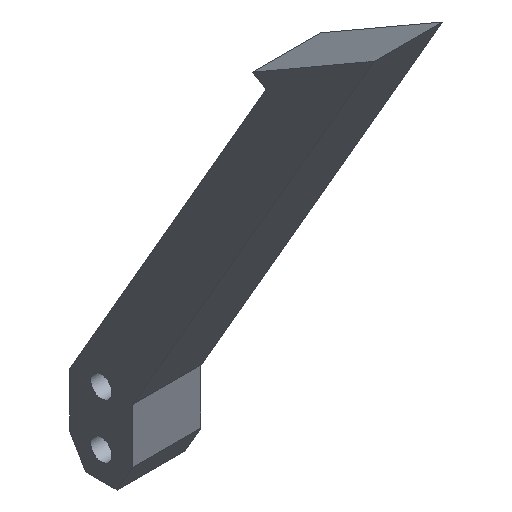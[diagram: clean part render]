
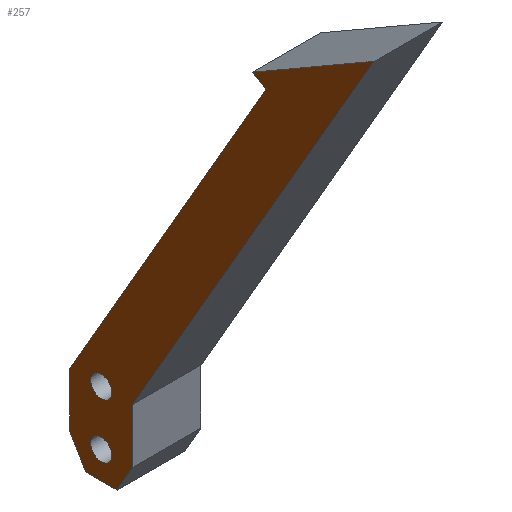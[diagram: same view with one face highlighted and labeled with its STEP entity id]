
A CAD part, isometric view. The second image highlights one B-rep face of the part: STEP entity #257.
In plain terms, the highlighted planar face has unit normal (-1, 0, 0).
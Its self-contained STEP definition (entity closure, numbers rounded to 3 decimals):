
#17=FACE_BOUND('',#58,.T.);
#18=FACE_BOUND('',#59,.T.);
#29=PLANE('',#294);
#42=FACE_OUTER_BOUND('',#57,.T.);
#57=EDGE_LOOP('',(#232,#233,#234,#235,#236,#237,#238,#239,#240));
#58=EDGE_LOOP('',(#241));
#59=EDGE_LOOP('',(#242));
#62=LINE('',#376,#91);
#66=LINE('',#384,#95);
#69=LINE('',#390,#98);
#72=LINE('',#396,#101);
#75=LINE('',#402,#104);
#78=LINE('',#408,#107);
#81=LINE('',#414,#110);
#84=LINE('',#420,#113);
#87=LINE('',#425,#116);
#91=VECTOR('',#313,10.);
#95=VECTOR('',#319,10.);
#98=VECTOR('',#324,10.);
#101=VECTOR('',#329,10.);
#104=VECTOR('',#334,10.);
#107=VECTOR('',#339,10.);
#110=VECTOR('',#344,10.);
#113=VECTOR('',#349,10.);
#116=VECTOR('',#354,10.);
#119=CIRCLE('',#280,1.55);
#121=CIRCLE('',#283,1.55);
#123=VERTEX_POINT('',#364);
#125=VERTEX_POINT('',#370);
#126=VERTEX_POINT('',#374);
#127=VERTEX_POINT('',#375);
#130=VERTEX_POINT('',#383);
#132=VERTEX_POINT('',#389);
#134=VERTEX_POINT('',#395);
#136=VERTEX_POINT('',#401);
#138=VERTEX_POINT('',#407);
#140=VERTEX_POINT('',#413);
#142=VERTEX_POINT('',#419);
#146=EDGE_CURVE('',#123,#123,#119,.T.);
#149=EDGE_CURVE('',#125,#125,#121,.T.);
#150=EDGE_CURVE('',#126,#127,#62,.T.);
#154=EDGE_CURVE('',#130,#126,#66,.T.);
#157=EDGE_CURVE('',#132,#130,#69,.T.);
#160=EDGE_CURVE('',#134,#132,#72,.T.);
#163=EDGE_CURVE('',#136,#134,#75,.T.);
#166=EDGE_CURVE('',#138,#136,#78,.T.);
#169=EDGE_CURVE('',#140,#138,#81,.T.);
#172=EDGE_CURVE('',#142,#140,#84,.T.);
#175=EDGE_CURVE('',#127,#142,#87,.T.);
#232=ORIENTED_EDGE('',*,*,#175,.F.);
#233=ORIENTED_EDGE('',*,*,#150,.F.);
#234=ORIENTED_EDGE('',*,*,#154,.F.);
#235=ORIENTED_EDGE('',*,*,#157,.F.);
#236=ORIENTED_EDGE('',*,*,#160,.F.);
#237=ORIENTED_EDGE('',*,*,#163,.F.);
#238=ORIENTED_EDGE('',*,*,#166,.F.);
#239=ORIENTED_EDGE('',*,*,#169,.F.);
#240=ORIENTED_EDGE('',*,*,#172,.F.);
#241=ORIENTED_EDGE('',*,*,#149,.F.);
#242=ORIENTED_EDGE('',*,*,#146,.F.);
#257=ADVANCED_FACE('',(#42,#17,#18),#29,.F.);
#280=AXIS2_PLACEMENT_3D('',#366,#302,#303);
#283=AXIS2_PLACEMENT_3D('',#372,#309,#310);
#294=AXIS2_PLACEMENT_3D('',#428,#358,#359);
#302=DIRECTION('center_axis',(-1.,0.,0.));
#303=DIRECTION('ref_axis',(0.,-1.,0.));
#309=DIRECTION('center_axis',(-1.,0.,0.));
#310=DIRECTION('ref_axis',(0.,-1.,0.));
#313=DIRECTION('',(0.,0.,1.));
#319=DIRECTION('',(0.,0.5,0.866));
#324=DIRECTION('',(0.,1.,0.));
#329=DIRECTION('',(0.,0.5,-0.866));
#334=DIRECTION('',(0.,0.,-1.));
#339=DIRECTION('',(0.,0.5,-0.866));
#344=DIRECTION('',(0.,-0.866,0.5));
#349=DIRECTION('',(0.,0.866,0.5));
#354=DIRECTION('',(0.,-0.5,0.866));
#358=DIRECTION('center_axis',(1.,0.,0.));
#359=DIRECTION('ref_axis',(0.,0.,-1.));
#364=CARTESIAN_POINT('',(0.,1.55,-4.));
#366=CARTESIAN_POINT('Origin',(0.,0.,-4.));
#370=CARTESIAN_POINT('',(0.,1.55,4.));
#372=CARTESIAN_POINT('Origin',(0.,0.,4.));
#374=CARTESIAN_POINT('',(0.,4.619,-4.));
#375=CARTESIAN_POINT('',(0.,4.619,4.));
#376=CARTESIAN_POINT('',(0.,4.619,-4.));
#383=CARTESIAN_POINT('',(0.,2.309,-8.));
#384=CARTESIAN_POINT('',(0.,2.309,-8.));
#389=CARTESIAN_POINT('',(0.,-2.309,-8.));
#390=CARTESIAN_POINT('',(0.,-2.309,-8.));
#395=CARTESIAN_POINT('',(0.,-4.619,-4.));
#396=CARTESIAN_POINT('',(0.,-4.619,-4.));
#401=CARTESIAN_POINT('',(0.,-4.619,4.));
#402=CARTESIAN_POINT('',(0.,-4.619,4.));
#407=CARTESIAN_POINT('',(0.,-40.009,65.298));
#408=CARTESIAN_POINT('',(0.,-40.009,65.298));
#413=CARTESIAN_POINT('',(0.,-22.153,54.989));
#414=CARTESIAN_POINT('',(0.,-22.153,54.989));
#419=CARTESIAN_POINT('',(0.,-24.153,53.834));
#420=CARTESIAN_POINT('',(0.,-24.153,53.834));
#425=CARTESIAN_POINT('',(0.,2.309,8.));
#428=CARTESIAN_POINT('Origin',(0.,-20.005,34.649));
